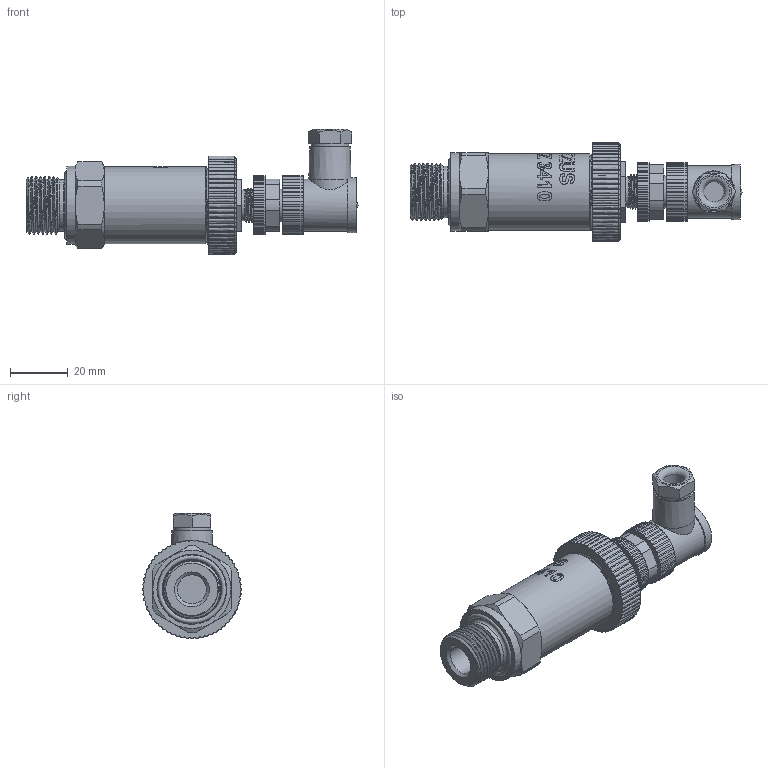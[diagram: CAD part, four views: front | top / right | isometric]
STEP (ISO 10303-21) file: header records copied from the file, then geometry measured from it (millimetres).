
FILE_DESCRIPTION(/* description */ (''),/* implementation_level */ '2;1');
FILE_NAME(/* name */ 'APZ3410_14_M12x1-angular.step',/* time_stamp */ '2021-06-17T12:44:53+03:00',/* author */ (''),/* organization */ (''),/* preprocessor_version */ 'ST-DEVELOPER v18.1',/* originating_system */ 'Autodesk Translation Framework v10.9.0.1377',/* authorisation */ '');
FILE_SCHEMA (('AUTOMOTIVE_DESIGN { 1 0 10303 214 3 1 1 }'));
Products named in the file (7): APZ3410_x_y; OMAL nut M27x1.5 v8; M12x1 male v16; Ш100.000.002 v4; M12x1 female angular v10; Shell; M20x1,5 DIN OPEN PORT PVC PVDF
Assembly tree (6 placements, depth 2):
  APZ3410_x_y
    OMAL nut M27x1.5 v8
    M12x1 male v16
    Ш100.000.002 v4
    M12x1 female angular v10
    Shell
    M20x1,5 DIN OPEN PORT PVC PVDF
Bounding box: 114.52 x 34 x 43.2 mm (x, y, z)
Volume: 52950 mm3; surface area: 28436.5 mm2
Topology: 18 solids, 18 shells, 1043 faces, 2888 edges, 1929 vertices
Faces by surface type: bspline 439, cylinder 373, plane 179, cone 37, torus 14, sphere 1
Full cylindrical faces by diameter (mm): 1 x12, 1.5 x4, 7 x1, 8 x1, 8.2 x1, 9.471 x2, 10 x1, 10.6 x2, 10.741 x6, 11.035 x4, 11.156 x1, 11.884 x5, 12.152 x4, 13 x1, 14 x1, 14.137 x4, 14.526 x3, 15.85 x3, 16.203 x3, 17.8 x1, 18 x1, 18.137 x6, 19 x1, 19.85 x5, 20.5 x1, 21.4 x2, 22.3 x1, 22.4 x2, 23.7 x1, 24.035 x6
Entity records: 63682 total; most frequent: CARTESIAN_POINT 40205, ORIENTED_EDGE 5776, DIRECTION 3395, EDGE_CURVE 2888, VERTEX_POINT 1929, B_SPLINE_CURVE_WITH_KNOTS 1265, AXIS2_PLACEMENT_3D 1245, EDGE_LOOP 1111
